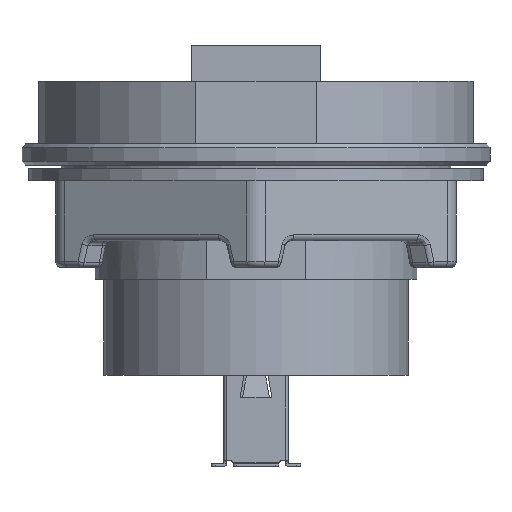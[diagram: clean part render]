
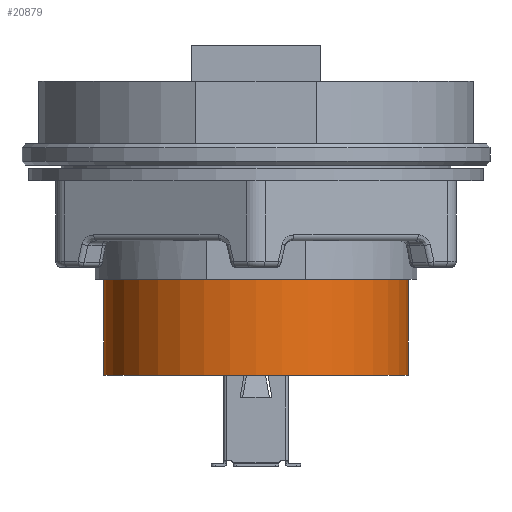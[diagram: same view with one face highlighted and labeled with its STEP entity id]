
A CAD part, left-side view. The second image highlights one B-rep face of the part: STEP entity #20879.
In plain terms, the highlighted cylindrical face has radius 12.65 mm (diameter 25.3 mm), a full revolution.
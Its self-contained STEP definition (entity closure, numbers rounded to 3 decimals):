
#20852=CARTESIAN_POINT('',(0.,-1.95,0.));
#20853=DIRECTION('',(0.0,-1.0,0.0));
#20854=DIRECTION('',(-1.0,0.0,0.0));
#20855=AXIS2_PLACEMENT_3D('',#20852,#20853,#20854);
#20856=CYLINDRICAL_SURFACE('',#20855,12.65);
#20857=CARTESIAN_POINT('',(12.65,-9.9,0.));
#20858=VERTEX_POINT('',#20857);
#20859=CARTESIAN_POINT('',(0.,-9.9,0.));
#20860=DIRECTION('',(0.0,-1.0,0.0));
#20861=DIRECTION('',(-1.0,0.0,0.0));
#20862=AXIS2_PLACEMENT_3D('',#20859,#20860,#20861);
#20863=CIRCLE('',#20862,12.65);
#20864=EDGE_CURVE('',#20858,#20858,#20863,.T.);
#20865=ORIENTED_EDGE('',*,*,#20864,.F.);
#20866=EDGE_LOOP('',(#20865));
#20867=FACE_OUTER_BOUND('',#20866,.T.);
#20868=CARTESIAN_POINT('',(12.65,-1.95,0.));
#20869=VERTEX_POINT('',#20868);
#20870=CARTESIAN_POINT('',(0.,-1.95,0.));
#20871=DIRECTION('',(0.0,1.0,0.0));
#20872=DIRECTION('',(-1.0,0.0,0.0));
#20873=AXIS2_PLACEMENT_3D('',#20870,#20871,#20872);
#20874=CIRCLE('',#20873,12.65);
#20875=EDGE_CURVE('',#20869,#20869,#20874,.T.);
#20876=ORIENTED_EDGE('',*,*,#20875,.F.);
#20877=EDGE_LOOP('',(#20876));
#20878=FACE_BOUND('',#20877,.T.);
#20879=ADVANCED_FACE('',(#20867,#20878),#20856,.T.);
